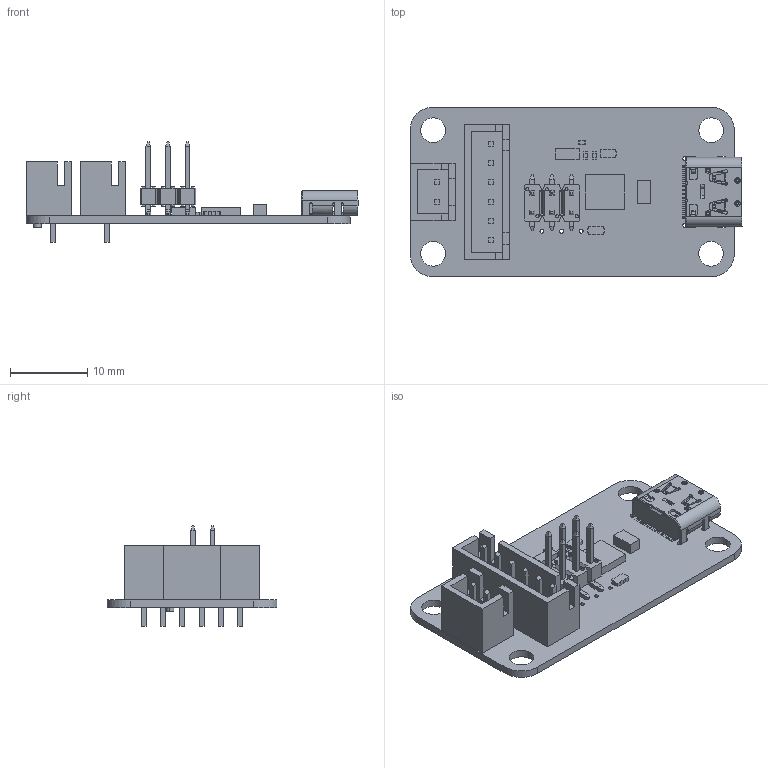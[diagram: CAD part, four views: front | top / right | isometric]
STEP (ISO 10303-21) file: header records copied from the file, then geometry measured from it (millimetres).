
FILE_DESCRIPTION(('Open CASCADE Model'),'2;1');
FILE_NAME('Open CASCADE Shape Model','2021-06-03T03:20:48',('Author'),( 'Open CASCADE'),'Open CASCADE STEP processor 6.8','Open CASCADE 6.8' ,'Unknown');
FILE_SCHEMA(('AUTOMOTIVE_DESIGN { 1 0 10303 214 1 1 1 1 }'));
Length unit declared in the file: millimetre
Products named in the file (32): PCB; Board; Open CASCADE STEP translator 6.8 2.1.1; RA2; 6462291408; Extruded; RA1; D1; 6461910096; U2; 6461549248; C3; GRM155; Open CASCADE STEP translator 6.8 2.6.1.1; Open CASCADE STEP translator 6.8 2.6.1.2; C2; CN2; B2B-XH-AM; CN3; B6B-XH-A; U1; 6461155792; P1; 95278_y01_06_asm; 98470-006; 77310_YXXSMT; C1; CN1; USB-C
Assembly tree (39 placements, depth 4):
  PCB
    Board
      Open CASCADE STEP translator 6.8 2.1.1
    RA2
      6462291408
        Extruded
    RA1
      6462291408
        Extruded
    D1
      6461910096
        Extruded
    U2
      6461549248
        Extruded
    C3
      GRM155
        Open CASCADE STEP translator 6.8 2.6.1.1
        Open CASCADE STEP translator 6.8 2.6.1.2
    C2
      GRM155
        Open CASCADE STEP translator 6.8 2.6.1.1
        Open CASCADE STEP translator 6.8 2.6.1.2
    CN2
      B2B-XH-AM
    CN3
      B6B-XH-A
    U1
      6461155792
        Extruded
    P1
      95278_y01_06_asm
        98470-006
        77310_YXXSMT  x6
    C1
      GRM155
        Open CASCADE STEP translator 6.8 2.6.1.1
        Open CASCADE STEP translator 6.8 2.6.1.2
    CN1
      USB-C
Bounding box: 42.99 x 22 x 13.01 mm (x, y, z)
Volume: 1696.8 mm3; surface area: 4084.2 mm2
Topology: 25 solids, 32 shells, 1800 faces, 4843 edges, 3144 vertices
Faces by surface type: plane 1322, cylinder 319, bspline 76, torus 54, cone 25, sphere 4
Full cylindrical faces by diameter (mm): 0.5 x3, 0.6 x2, 1 x8, 1.1 x2, 3.2 x4
Entity records: 54765 total; most frequent: CARTESIAN_POINT 11882, ORIENTED_EDGE 8984, DIRECTION 8254, EDGE_CURVE 4492, LINE 3464, VECTOR 3464, VERTEX_POINT 2937, AXIS2_PLACEMENT_3D 2395
